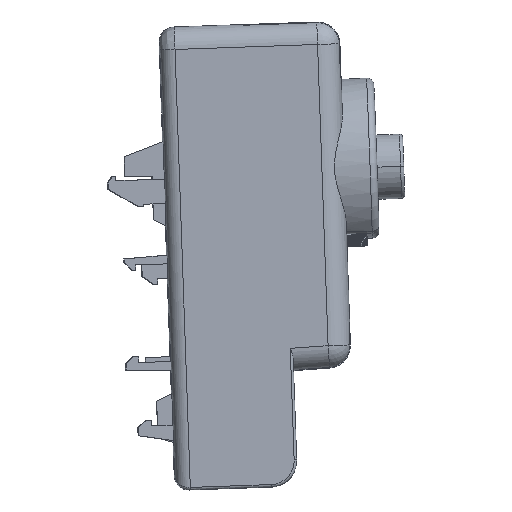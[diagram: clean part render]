
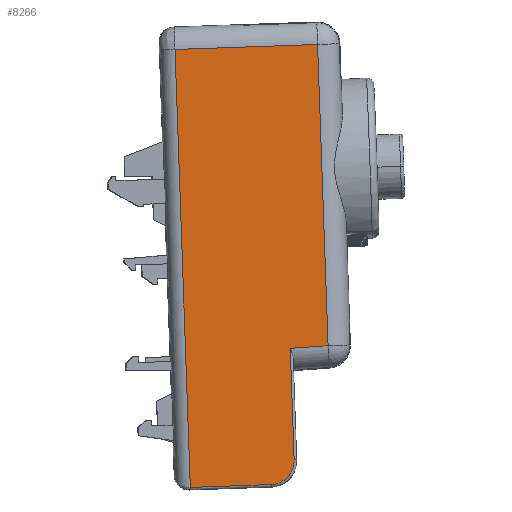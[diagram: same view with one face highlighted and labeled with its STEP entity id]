
A CAD part, left-side view. The second image highlights one B-rep face of the part: STEP entity #8266.
In plain terms, the highlighted planar face has unit normal (-1, -0.005, 0).
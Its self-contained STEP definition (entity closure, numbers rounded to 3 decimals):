
#1539=DIRECTION('',(0.005,-0.998,0.07));
#1540=VECTOR('',#1539,5.904);
#1541=CARTESIAN_POINT('',(0.04,-27.741,
21.762));
#1542=LINE('',#1541,#1540);
#1652=DIRECTION('',(0.,0.035,0.999));
#1653=VECTOR('',#1652,17.387);
#1654=CARTESIAN_POINT('',(0.04,-28.348,
4.386));
#1655=LINE('',#1654,#1653);
#1659=CARTESIAN_POINT('',(0.02,-24.651,
4.256));
#1660=DIRECTION('',(-1.,-0.005,0.));
#1661=DIRECTION('',(0.,-0.035,-0.999));
#1662=AXIS2_PLACEMENT_3D('',#1659,#1660,#1661);
#1667=DIRECTION('',(0.005,-0.999,0.035));
#1668=VECTOR('',#1667,12.6);
#1669=CARTESIAN_POINT('',(-0.047,-12.188,
0.119));
#1670=LINE('',#1669,#1668);
#1674=DIRECTION('',(0.,0.035,0.999));
#1675=VECTOR('',#1674,68.2);
#1676=CARTESIAN_POINT('',(-0.047,-12.188,
0.119));
#1677=LINE('',#1676,#1675);
#1681=DIRECTION('',(0.005,-0.999,0.035));
#1682=VECTOR('',#1681,22.2);
#1683=CARTESIAN_POINT('',(-0.047,-9.807,
68.277));
#1684=LINE('',#1683,#1682);
#1688=DIRECTION('',(0.,-0.035,-0.999));
#1689=VECTOR('',#1688,46.906);
#1690=CARTESIAN_POINT('',(0.072,-31.994,
69.052));
#1691=LINE('',#1690,#1689);
#6608=CARTESIAN_POINT('',(-0.047,-9.807,
68.277));
#6609=CARTESIAN_POINT('',(0.072,-31.994,
69.052));
#6610=VERTEX_POINT('',#6608);
#6611=VERTEX_POINT('',#6609);
#6632=CARTESIAN_POINT('',(0.072,-33.631,
22.174));
#6633=VERTEX_POINT('',#6632);
#6640=CARTESIAN_POINT('',(0.04,-28.348,
4.386));
#6641=CARTESIAN_POINT('',(0.04,-27.741,
21.762));
#6642=VERTEX_POINT('',#6640);
#6643=VERTEX_POINT('',#6641);
#6644=CARTESIAN_POINT('',(0.02,-24.78,
0.559));
#6645=VERTEX_POINT('',#6644);
#6648=CARTESIAN_POINT('',(-0.047,-12.188,
0.119));
#6649=VERTEX_POINT('',#6648);
#8249=CARTESIAN_POINT('',(0.09,-37.885,
0.616));
#8250=DIRECTION('',(-1.,-0.005,0.));
#8251=DIRECTION('',(0.,0.035,0.999));
#8252=AXIS2_PLACEMENT_3D('',#8249,#8250,#8251);
#8253=PLANE('',#8252);
#8254=ORIENTED_EDGE('',*,*,#8214,.F.);
#8255=ORIENTED_EDGE('',*,*,#8232,.F.);
#8257=ORIENTED_EDGE('',*,*,#8256,.F.);
#8259=ORIENTED_EDGE('',*,*,#8258,.T.);
#8261=ORIENTED_EDGE('',*,*,#8260,.T.);
#8262=ORIENTED_EDGE('',*,*,#7483,.T.);
#8263=ORIENTED_EDGE('',*,*,#8150,.F.);
#8264=EDGE_LOOP('',(#8254,#8255,#8257,#8259,#8261,#8262,#8263));
#8265=FACE_OUTER_BOUND('',#8264,.F.);
#1663=CIRCLE('',#1662,3.7);
#7483=EDGE_CURVE('',#6611,#6633,#1691,.T.);
#8150=EDGE_CURVE('',#6643,#6633,#1542,.T.);
#8214=EDGE_CURVE('',#6642,#6643,#1655,.T.);
#8232=EDGE_CURVE('',#6645,#6642,#1663,.T.);
#8256=EDGE_CURVE('',#6649,#6645,#1670,.T.);
#8258=EDGE_CURVE('',#6649,#6610,#1677,.T.);
#8260=EDGE_CURVE('',#6610,#6611,#1684,.T.);
#8266=ADVANCED_FACE('',(#8265),#8253,.T.);
